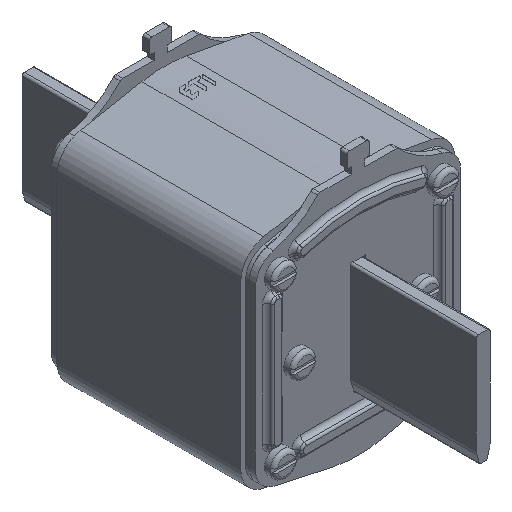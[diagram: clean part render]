
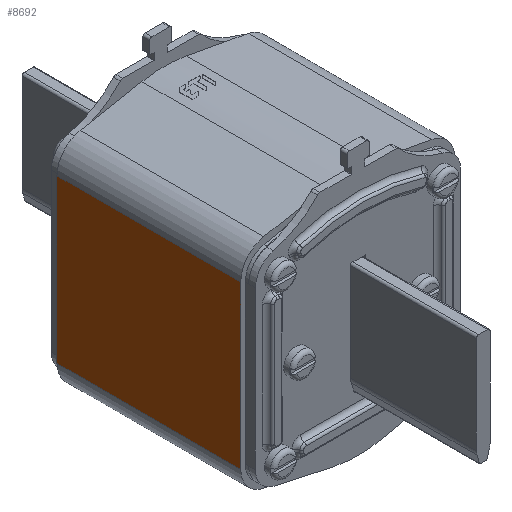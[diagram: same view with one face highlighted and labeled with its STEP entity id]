
A CAD part, isometric view. The second image highlights one B-rep face of the part: STEP entity #8692.
In plain terms, the highlighted planar face has unit normal (-1, 0, 0).
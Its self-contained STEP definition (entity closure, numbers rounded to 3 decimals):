
#381=DIRECTION('',(0.,0.,-1.));
#382=VECTOR('',#381,72.);
#383=CARTESIAN_POINT('',(-47.5,-40.75,36.));
#384=LINE('',#383,#382);
#562=DIRECTION('',(0.,0.,-1.));
#563=VECTOR('',#562,72.);
#564=CARTESIAN_POINT('',(-47.5,40.75,36.));
#565=LINE('',#564,#563);
#1144=DIRECTION('',(0.,-1.,0.));
#1145=VECTOR('',#1144,81.5);
#1146=CARTESIAN_POINT('',(-47.5,40.75,36.));
#1147=LINE('',#1146,#1145);
#1148=DIRECTION('',(0.,-1.,0.));
#1149=VECTOR('',#1148,81.5);
#1150=CARTESIAN_POINT('',(-47.5,40.75,-36.));
#1151=LINE('',#1150,#1149);
#6588=CARTESIAN_POINT('',(-47.5,40.75,36.));
#6589=VERTEX_POINT('',#6588);
#6590=CARTESIAN_POINT('',(-47.5,40.75,-36.));
#6591=VERTEX_POINT('',#6590);
#6612=CARTESIAN_POINT('',(-47.5,-40.75,36.));
#6613=VERTEX_POINT('',#6612);
#6614=CARTESIAN_POINT('',(-47.5,-40.75,-36.));
#6615=VERTEX_POINT('',#6614);
#8680=CARTESIAN_POINT('',(-47.5,40.75,36.));
#8681=DIRECTION('',(-1.,0.,0.));
#8682=DIRECTION('',(0.,0.,-1.));
#8683=AXIS2_PLACEMENT_3D('',#8680,#8681,#8682);
#8684=PLANE('',#8683);
#8685=ORIENTED_EDGE('',*,*,#8437,.F.);
#8686=ORIENTED_EDGE('',*,*,#8675,.T.);
#8687=ORIENTED_EDGE('',*,*,#8327,.T.);
#8689=ORIENTED_EDGE('',*,*,#8688,.F.);
#8690=EDGE_LOOP('',(#8685,#8686,#8687,#8689));
#8691=FACE_OUTER_BOUND('',#8690,.F.);
#8327=EDGE_CURVE('',#6613,#6615,#384,.T.);
#8437=EDGE_CURVE('',#6589,#6591,#565,.T.);
#8675=EDGE_CURVE('',#6589,#6613,#1147,.T.);
#8688=EDGE_CURVE('',#6591,#6615,#1151,.T.);
#8692=ADVANCED_FACE('',(#8691),#8684,.T.);
